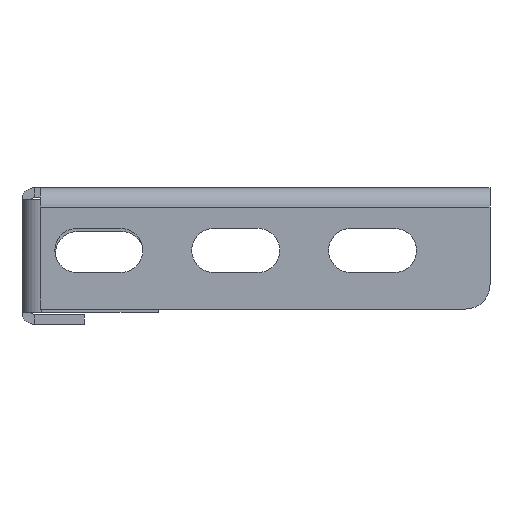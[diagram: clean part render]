
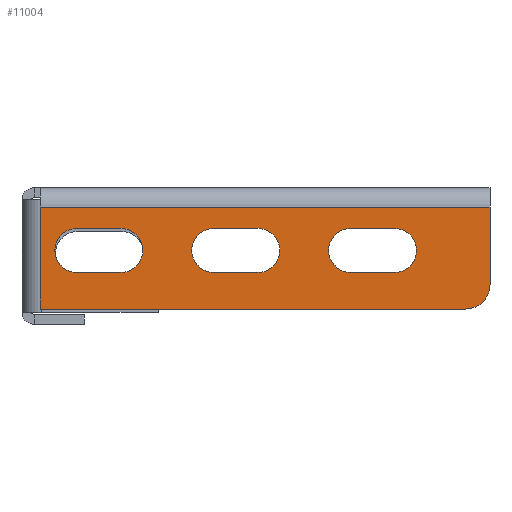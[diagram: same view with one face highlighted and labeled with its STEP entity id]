
A CAD part, left-side view. The second image highlights one B-rep face of the part: STEP entity #11004.
In plain terms, the highlighted planar face has unit normal (-1, 0, 0).
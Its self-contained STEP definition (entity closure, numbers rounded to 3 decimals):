
#4332=DIRECTION('',(0.,1.,0.));
#4333=VECTOR('',#4332,92.);
#4334=CARTESIAN_POINT('',(21.,0.,-2.));
#4335=LINE('',#4334,#4333);
#4352=DIRECTION('',(0.,0.,1.));
#4353=VECTOR('',#4352,15.858);
#4354=CARTESIAN_POINT('',(21.,0.,-17.858));
#4355=LINE('',#4354,#4353);
#4356=CARTESIAN_POINT('',(21.,5.,-17.858));
#4357=DIRECTION('',(-1.,0.,0.));
#4358=DIRECTION('',(0.,0.,-1.));
#4359=AXIS2_PLACEMENT_3D('',#4356,#4357,#4358);
#4361=DIRECTION('',(0.,-1.,0.));
#4362=VECTOR('',#4361,87.);
#4363=CARTESIAN_POINT('',(21.,92.,-22.858));
#4364=LINE('',#4363,#4362);
#4365=DIRECTION('',(0.,0.,-1.));
#4366=VECTOR('',#4365,20.858);
#4367=CARTESIAN_POINT('',(21.,92.,-2.));
#4368=LINE('',#4367,#4366);
#4369=DIRECTION('',(0.,-1.,0.));
#4370=VECTOR('',#4369,9.);
#4371=CARTESIAN_POINT('',(21.,84.5,-6.358));
#4372=LINE('',#4371,#4370);
#4373=CARTESIAN_POINT('',(21.,84.5,-10.858));
#4374=DIRECTION('',(1.,0.,0.));
#4375=DIRECTION('',(0.,0.,-1.));
#4376=AXIS2_PLACEMENT_3D('',#4373,#4374,#4375);
#4378=DIRECTION('',(0.,1.,0.));
#4379=VECTOR('',#4378,9.);
#4380=CARTESIAN_POINT('',(21.,75.5,-15.358));
#4381=LINE('',#4380,#4379);
#4382=CARTESIAN_POINT('',(21.,75.5,-10.858));
#4383=DIRECTION('',(1.,0.,0.));
#4384=DIRECTION('',(0.,0.,1.));
#4385=AXIS2_PLACEMENT_3D('',#4382,#4383,#4384);
#4387=CARTESIAN_POINT('',(21.,56.5,-10.858));
#4388=DIRECTION('',(1.,0.,0.));
#4389=DIRECTION('',(0.,0.,-1.));
#4390=AXIS2_PLACEMENT_3D('',#4387,#4388,#4389);
#4392=DIRECTION('',(0.,1.,0.));
#4393=VECTOR('',#4392,9.);
#4394=CARTESIAN_POINT('',(21.,47.5,-15.358));
#4395=LINE('',#4394,#4393);
#4396=CARTESIAN_POINT('',(21.,47.5,-10.858));
#4397=DIRECTION('',(1.,0.,0.));
#4398=DIRECTION('',(0.,0.,1.));
#4399=AXIS2_PLACEMENT_3D('',#4396,#4397,#4398);
#4401=DIRECTION('',(0.,-1.,0.));
#4402=VECTOR('',#4401,9.);
#4403=CARTESIAN_POINT('',(21.,56.5,-6.358));
#4404=LINE('',#4403,#4402);
#4405=DIRECTION('',(0.,-1.,0.));
#4406=VECTOR('',#4405,9.);
#4407=CARTESIAN_POINT('',(21.,28.5,-6.358));
#4408=LINE('',#4407,#4406);
#4409=CARTESIAN_POINT('',(21.,28.5,-10.858));
#4410=DIRECTION('',(1.,0.,0.));
#4411=DIRECTION('',(0.,0.,-1.));
#4412=AXIS2_PLACEMENT_3D('',#4409,#4410,#4411);
#4414=DIRECTION('',(0.,1.,0.));
#4415=VECTOR('',#4414,9.);
#4416=CARTESIAN_POINT('',(21.,19.5,-15.358));
#4417=LINE('',#4416,#4415);
#4418=CARTESIAN_POINT('',(21.,19.5,-10.858));
#4419=DIRECTION('',(1.,0.,0.));
#4420=DIRECTION('',(0.,0.,1.));
#4421=AXIS2_PLACEMENT_3D('',#4418,#4419,#4420);
#6225=CARTESIAN_POINT('',(21.,92.,-22.858));
#6226=CARTESIAN_POINT('',(21.,5.,-22.858));
#6227=VERTEX_POINT('',#6225);
#6228=VERTEX_POINT('',#6226);
#6229=CARTESIAN_POINT('',(21.,0.,-17.858));
#6230=VERTEX_POINT('',#6229);
#6431=CARTESIAN_POINT('',(21.,84.5,-6.358));
#6432=CARTESIAN_POINT('',(21.,75.5,-6.358));
#6433=VERTEX_POINT('',#6431);
#6434=VERTEX_POINT('',#6432);
#6435=CARTESIAN_POINT('',(21.,75.5,-15.358));
#6436=VERTEX_POINT('',#6435);
#6437=CARTESIAN_POINT('',(21.,84.5,-15.358));
#6438=VERTEX_POINT('',#6437);
#6439=CARTESIAN_POINT('',(21.,56.5,-15.358));
#6440=CARTESIAN_POINT('',(21.,56.5,-6.358));
#6441=VERTEX_POINT('',#6439);
#6442=VERTEX_POINT('',#6440);
#6443=CARTESIAN_POINT('',(21.,47.5,-6.358));
#6444=VERTEX_POINT('',#6443);
#6445=CARTESIAN_POINT('',(21.,47.5,-15.358));
#6446=VERTEX_POINT('',#6445);
#6447=CARTESIAN_POINT('',(21.,28.5,-6.358));
#6448=CARTESIAN_POINT('',(21.,19.5,-6.358));
#6449=VERTEX_POINT('',#6447);
#6450=VERTEX_POINT('',#6448);
#6451=CARTESIAN_POINT('',(21.,19.5,-15.358));
#6452=VERTEX_POINT('',#6451);
#6453=CARTESIAN_POINT('',(21.,28.5,-15.358));
#6454=VERTEX_POINT('',#6453);
#7651=CARTESIAN_POINT('',(21.,92.,-2.));
#7652=VERTEX_POINT('',#7651);
#7657=CARTESIAN_POINT('',(21.,0.,-2.));
#7658=VERTEX_POINT('',#7657);
#10962=CARTESIAN_POINT('',(21.,0.,-22.858));
#10963=DIRECTION('',(-1.,0.,0.));
#10964=DIRECTION('',(0.,0.,1.));
#10965=AXIS2_PLACEMENT_3D('',#10962,#10963,#10964);
#10966=PLANE('',#10965);
#10967=ORIENTED_EDGE('',*,*,#10903,.F.);
#10968=ORIENTED_EDGE('',*,*,#10930,.F.);
#10969=ORIENTED_EDGE('',*,*,#10943,.F.);
#10970=ORIENTED_EDGE('',*,*,#10956,.F.);
#10971=ORIENTED_EDGE('',*,*,#10872,.F.);
#10972=EDGE_LOOP('',(#10967,#10968,#10969,#10970,#10971));
#10973=FACE_OUTER_BOUND('',#10972,.F.);
#10975=ORIENTED_EDGE('',*,*,#10974,.F.);
#10977=ORIENTED_EDGE('',*,*,#10976,.F.);
#10979=ORIENTED_EDGE('',*,*,#10978,.F.);
#10981=ORIENTED_EDGE('',*,*,#10980,.F.);
#10982=EDGE_LOOP('',(#10975,#10977,#10979,#10981));
#10983=FACE_BOUND('',#10982,.F.);
#10985=ORIENTED_EDGE('',*,*,#10984,.F.);
#10987=ORIENTED_EDGE('',*,*,#10986,.F.);
#10989=ORIENTED_EDGE('',*,*,#10988,.F.);
#10991=ORIENTED_EDGE('',*,*,#10990,.F.);
#10992=EDGE_LOOP('',(#10985,#10987,#10989,#10991));
#10993=FACE_BOUND('',#10992,.F.);
#10995=ORIENTED_EDGE('',*,*,#10994,.F.);
#10997=ORIENTED_EDGE('',*,*,#10996,.F.);
#10999=ORIENTED_EDGE('',*,*,#10998,.F.);
#11001=ORIENTED_EDGE('',*,*,#11000,.F.);
#11002=EDGE_LOOP('',(#10995,#10997,#10999,#11001));
#11003=FACE_BOUND('',#11002,.F.);
#11004=ADVANCED_FACE('',(#10973,#10983,#10993,#11003),#10966,.T.);
#4360=CIRCLE('',#4359,5.);
#4377=CIRCLE('',#4376,4.5);
#4386=CIRCLE('',#4385,4.5);
#4391=CIRCLE('',#4390,4.5);
#4400=CIRCLE('',#4399,4.5);
#4413=CIRCLE('',#4412,4.5);
#4422=CIRCLE('',#4421,4.5);
#10872=EDGE_CURVE('',#7652,#6227,#4368,.T.);
#10903=EDGE_CURVE('',#7658,#7652,#4335,.T.);
#10930=EDGE_CURVE('',#6230,#7658,#4355,.T.);
#10943=EDGE_CURVE('',#6228,#6230,#4360,.T.);
#10956=EDGE_CURVE('',#6227,#6228,#4364,.T.);
#10974=EDGE_CURVE('',#6433,#6434,#4372,.T.);
#10976=EDGE_CURVE('',#6438,#6433,#4377,.T.);
#10978=EDGE_CURVE('',#6436,#6438,#4381,.T.);
#10980=EDGE_CURVE('',#6434,#6436,#4386,.T.);
#10984=EDGE_CURVE('',#6441,#6442,#4391,.T.);
#10986=EDGE_CURVE('',#6446,#6441,#4395,.T.);
#10988=EDGE_CURVE('',#6444,#6446,#4400,.T.);
#10990=EDGE_CURVE('',#6442,#6444,#4404,.T.);
#10994=EDGE_CURVE('',#6449,#6450,#4408,.T.);
#10996=EDGE_CURVE('',#6454,#6449,#4413,.T.);
#10998=EDGE_CURVE('',#6452,#6454,#4417,.T.);
#11000=EDGE_CURVE('',#6450,#6452,#4422,.T.);
